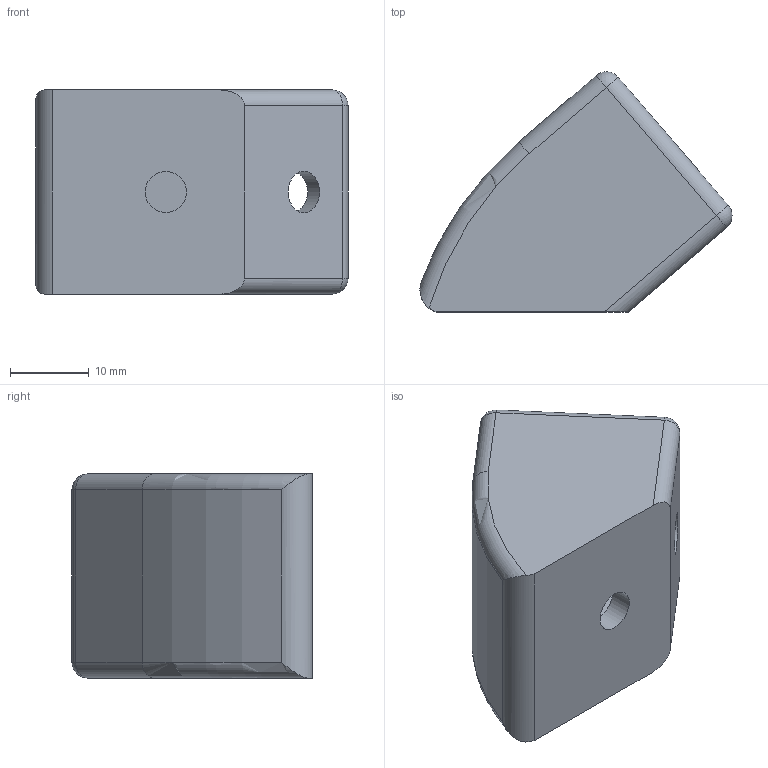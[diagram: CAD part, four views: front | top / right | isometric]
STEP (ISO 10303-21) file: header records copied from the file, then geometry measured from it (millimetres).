
FILE_DESCRIPTION(/* description */ (''),/* implementation_level */ '2;1');
FILE_NAME(/* name */ 'bottom bracket.step',/* time_stamp */ '2021-10-19T07:38:45+08:00',/* author */ (''),/* organization */ (''),/* preprocessor_version */ 'ST-DEVELOPER v18.1',/* originating_system */ 'Autodesk Translation Framework v10.10.0.1391',/* authorisation */ '');
FILE_SCHEMA (('AUTOMOTIVE_DESIGN { 1 0 10303 214 3 1 1 }'));
Length unit declared in the file: millimetre
Products named in the file (1): bottom mount
Bounding box: 39.76 x 30.58 x 26 mm (x, y, z)
Volume: 12067 mm3; surface area: 5829.1 mm2
Topology: 1 solids, 1 shells, 38 faces, 88 edges, 54 vertices
Faces by surface type: plane 19, cylinder 13, sphere 4, torus 2
Full cylindrical faces by diameter (mm): 5.25 x2, 5.3 x1
Entity records: 1131 total; most frequent: CARTESIAN_POINT 207, DIRECTION 192, ORIENTED_EDGE 176, EDGE_CURVE 88, AXIS2_PLACEMENT_3D 67, LINE 58, VECTOR 58, VERTEX_POINT 54
